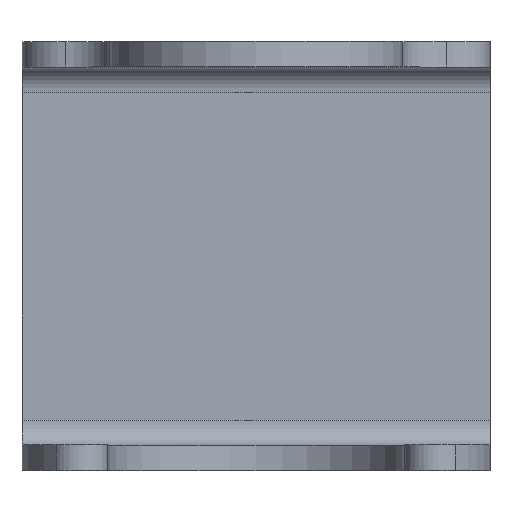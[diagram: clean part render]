
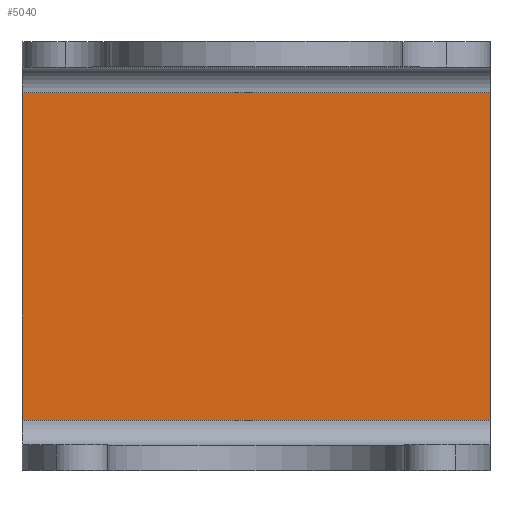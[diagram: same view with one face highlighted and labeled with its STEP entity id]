
A CAD part, top view. The second image highlights one B-rep face of the part: STEP entity #5040.
In plain terms, the highlighted planar face has unit normal (0, 0, 1).
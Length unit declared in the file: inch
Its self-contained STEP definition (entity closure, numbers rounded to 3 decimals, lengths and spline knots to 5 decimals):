
#864=DIRECTION('',(0.,1.,0.));
#865=VECTOR('',#864,1.32275);
#866=CARTESIAN_POINT('',(-0.94488,0.20472,
0.00362));
#867=LINE('',#866,#865);
#868=DIRECTION('',(0.,-1.,0.));
#869=VECTOR('',#868,1.32275);
#870=CARTESIAN_POINT('',(0.94488,1.52748,0.00362));
#871=LINE('',#870,#869);
#872=DIRECTION('',(-1.,0.,0.));
#873=VECTOR('',#872,1.88976);
#874=CARTESIAN_POINT('',(0.94488,0.20472,
0.00362));
#875=LINE('',#874,#873);
#968=DIRECTION('',(1.,0.,0.));
#969=VECTOR('',#968,1.88976);
#970=CARTESIAN_POINT('',(-0.94488,1.52748,
0.00362));
#971=LINE('',#970,#969);
#3365=CARTESIAN_POINT('',(0.94488,0.20472,
0.00362));
#3367=VERTEX_POINT('',#3365);
#3373=CARTESIAN_POINT('',(-0.94488,0.20472,
0.00362));
#3375=VERTEX_POINT('',#3373);
#3829=CARTESIAN_POINT('',(-0.94488,1.52748,
0.00362));
#3830=VERTEX_POINT('',#3829);
#3831=CARTESIAN_POINT('',(0.94488,1.52748,
0.00362));
#3832=VERTEX_POINT('',#3831);
#5027=CARTESIAN_POINT('',(0.,0.09874,0.00362));
#5028=DIRECTION('',(0.,0.,-1.));
#5029=DIRECTION('',(0.,-1.,0.));
#5030=AXIS2_PLACEMENT_3D('',#5027,#5028,#5029);
#5031=PLANE('',#5030);
#5033=ORIENTED_EDGE('',*,*,#5032,.T.);
#5034=ORIENTED_EDGE('',*,*,#4965,.T.);
#5036=ORIENTED_EDGE('',*,*,#5035,.T.);
#5037=ORIENTED_EDGE('',*,*,#5019,.T.);
#5038=EDGE_LOOP('',(#5033,#5034,#5036,#5037));
#5039=FACE_OUTER_BOUND('',#5038,.F.);
#5040=ADVANCED_FACE('',(#5039),#5031,.F.);
#4965=EDGE_CURVE('',#3375,#3830,#867,.T.);
#5019=EDGE_CURVE('',#3832,#3367,#871,.T.);
#5032=EDGE_CURVE('',#3367,#3375,#875,.T.);
#5035=EDGE_CURVE('',#3830,#3832,#971,.T.);
